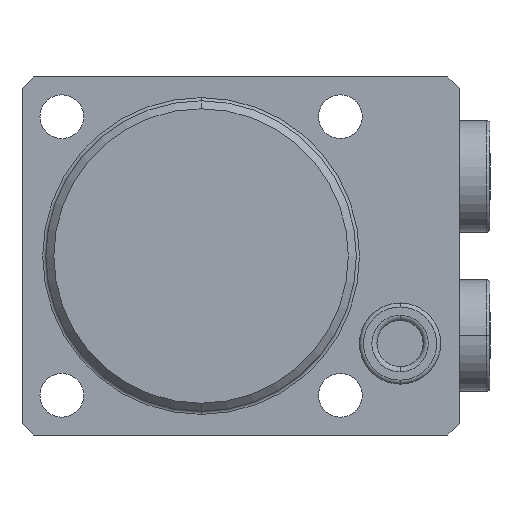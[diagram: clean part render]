
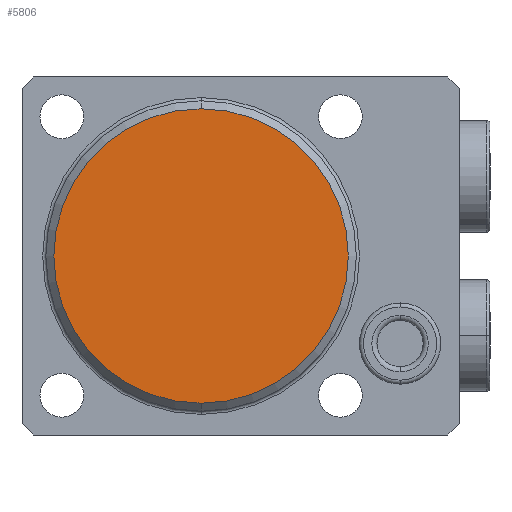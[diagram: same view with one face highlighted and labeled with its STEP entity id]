
A CAD part, front view. The second image highlights one B-rep face of the part: STEP entity #5806.
In plain terms, the highlighted planar face has unit normal (0, -1, 0).
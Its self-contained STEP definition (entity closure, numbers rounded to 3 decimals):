
#96 = ORIENTED_EDGE ( 'NONE', *, *, #6867, .T. ) ;
#97 = ORIENTED_EDGE ( 'NONE', *, *, #5996, .T. ) ;
#448 = EDGE_LOOP ( 'NONE', ( #96, #97 ) ) ;
#954 = VERTEX_POINT ( 'NONE', #4679 ) ;
#963 = VERTEX_POINT ( 'NONE', #4670 ) ;
#1237 = AXIS2_PLACEMENT_3D ( 'NONE', #4192, #4190, #4189 ) ;
#1438 = FACE_OUTER_BOUND ( 'NONE', #448, .T. ) ;
#3757 = CIRCLE ( 'NONE', #1237, 18.5 ) ;
#4189 = DIRECTION ( 'NONE',  ( 0., 0., 1. ) ) ;
#4190 = DIRECTION ( 'NONE',  ( 0., -1., 0. ) ) ;
#4192 = CARTESIAN_POINT ( 'NONE',  ( 0., -37.5, 0. ) ) ;
#4670 = CARTESIAN_POINT ( 'NONE',  ( 0., -37.5, 18.5 ) ) ;
#4679 = CARTESIAN_POINT ( 'NONE',  ( 0., -37.5, -18.5 ) ) ;
#5486 = CIRCLE ( 'NONE', #6326, 18.5 ) ;
#5806 = ADVANCED_FACE ( 'NONE', ( #1438 ), #7945, .F. ) ;
#5996 = EDGE_CURVE ( 'NONE', #954, #963, #5486, .T. ) ;
#6181 = AXIS2_PLACEMENT_3D ( 'NONE', #8001, #7938, #7936 ) ;
#6326 = AXIS2_PLACEMENT_3D ( 'NONE', #7622, #7619, #7616 ) ;
#6867 = EDGE_CURVE ( 'NONE', #963, #954, #3757, .T. ) ;
#7616 = DIRECTION ( 'NONE',  ( 0., 0., 1. ) ) ;
#7619 = DIRECTION ( 'NONE',  ( 0., -1., 0. ) ) ;
#7622 = CARTESIAN_POINT ( 'NONE',  ( 0., -37.5, 0. ) ) ;
#7936 = DIRECTION ( 'NONE',  ( 0., 0., 1. ) ) ;
#7938 = DIRECTION ( 'NONE',  ( 0., 1., 0. ) ) ;
#7945 = PLANE ( 'NONE',  #6181 ) ;
#8001 = CARTESIAN_POINT ( 'NONE',  ( 0., -37.5, 0. ) ) ;
